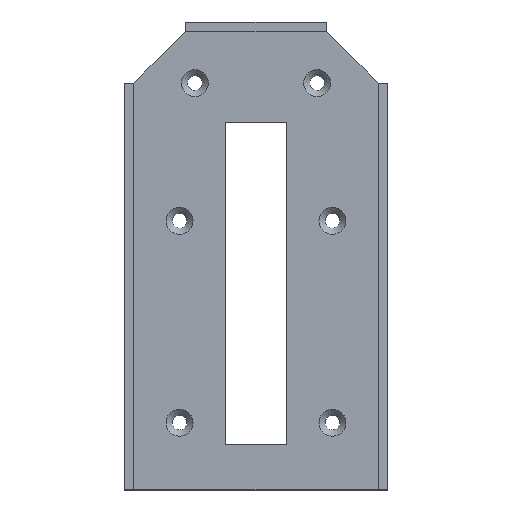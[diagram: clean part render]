
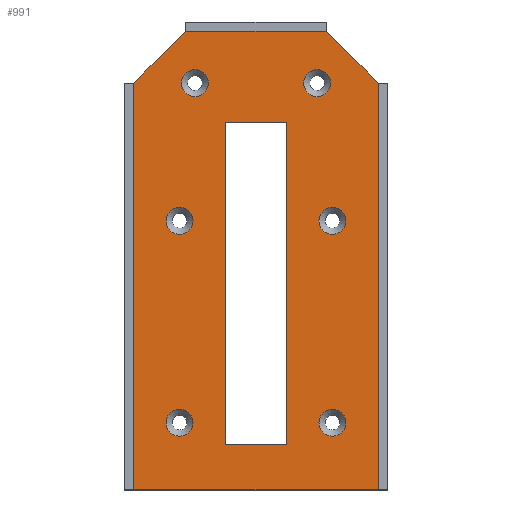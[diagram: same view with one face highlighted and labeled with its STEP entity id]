
A CAD part, top view. The second image highlights one B-rep face of the part: STEP entity #991.
In plain terms, the highlighted planar face has unit normal (0, 0, 1).
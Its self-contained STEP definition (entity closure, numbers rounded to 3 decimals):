
#97 = VERTEX_POINT('',#98);
#98 = CARTESIAN_POINT('',(-40.,133.,4.));
#118 = EDGE_CURVE('',#119,#97,#121,.T.);
#119 = VERTEX_POINT('',#120);
#120 = CARTESIAN_POINT('',(-23.,150.,4.));
#121 = LINE('',#122,#123);
#122 = CARTESIAN_POINT('',(-41.,132.,4.));
#123 = VECTOR('',#124,1.);
#124 = DIRECTION('',(-0.707,-0.707,-0.));
#212 = EDGE_CURVE('',#213,#97,#215,.T.);
#213 = VERTEX_POINT('',#214);
#214 = CARTESIAN_POINT('',(-40.,0.,4.));
#215 = LINE('',#216,#217);
#216 = CARTESIAN_POINT('',(-40.,0.,4.));
#217 = VECTOR('',#218,1.);
#218 = DIRECTION('',(0.,1.,0.));
#436 = VERTEX_POINT('',#437);
#437 = CARTESIAN_POINT('',(40.,133.,4.));
#457 = EDGE_CURVE('',#458,#436,#460,.T.);
#458 = VERTEX_POINT('',#459);
#459 = CARTESIAN_POINT('',(23.,150.,4.));
#460 = LINE('',#461,#462);
#461 = CARTESIAN_POINT('',(41.,132.,4.));
#462 = VECTOR('',#463,1.);
#463 = DIRECTION('',(0.707,-0.707,0.));
#537 = EDGE_CURVE('',#538,#436,#540,.T.);
#538 = VERTEX_POINT('',#539);
#539 = CARTESIAN_POINT('',(40.,0.,4.));
#540 = LINE('',#541,#542);
#541 = CARTESIAN_POINT('',(40.,0.,4.));
#542 = VECTOR('',#543,1.);
#543 = DIRECTION('',(0.,1.,0.));
#562 = VERTEX_POINT('',#563);
#563 = CARTESIAN_POINT('',(10.,15.,4.));
#571 = VERTEX_POINT('',#572);
#572 = CARTESIAN_POINT('',(10.,120.,4.));
#578 = EDGE_CURVE('',#562,#571,#579,.T.);
#579 = LINE('',#580,#581);
#580 = CARTESIAN_POINT('',(10.,15.,4.));
#581 = VECTOR('',#582,1.);
#582 = DIRECTION('',(0.,1.,0.));
#593 = VERTEX_POINT('',#594);
#594 = CARTESIAN_POINT('',(-10.,15.,4.));
#602 = VERTEX_POINT('',#603);
#603 = CARTESIAN_POINT('',(-10.,120.,4.));
#609 = EDGE_CURVE('',#593,#602,#610,.T.);
#610 = LINE('',#611,#612);
#611 = CARTESIAN_POINT('',(-10.,15.,4.));
#612 = VECTOR('',#613,1.);
#613 = DIRECTION('',(0.,1.,0.));
#649 = VERTEX_POINT('',#650);
#650 = CARTESIAN_POINT('',(29.405,88.,4.));
#656 = EDGE_CURVE('',#649,#649,#657,.T.);
#657 = CIRCLE('',#658,4.405);
#658 = AXIS2_PLACEMENT_3D('',#659,#660,#661);
#659 = CARTESIAN_POINT('',(25.,88.,4.));
#660 = DIRECTION('',(0.,0.,1.));
#661 = DIRECTION('',(1.,0.,0.));
#699 = VERTEX_POINT('',#700);
#700 = CARTESIAN_POINT('',(29.405,22.,4.));
#706 = EDGE_CURVE('',#699,#699,#707,.T.);
#707 = CIRCLE('',#708,4.405);
#708 = AXIS2_PLACEMENT_3D('',#709,#710,#711);
#709 = CARTESIAN_POINT('',(25.,22.,4.));
#710 = DIRECTION('',(0.,0.,1.));
#711 = DIRECTION('',(1.,0.,0.));
#749 = VERTEX_POINT('',#750);
#750 = CARTESIAN_POINT('',(24.405,133.,4.));
#756 = EDGE_CURVE('',#749,#749,#757,.T.);
#757 = CIRCLE('',#758,4.405);
#758 = AXIS2_PLACEMENT_3D('',#759,#760,#761);
#759 = CARTESIAN_POINT('',(20.,133.,4.));
#760 = DIRECTION('',(0.,0.,1.));
#761 = DIRECTION('',(1.,0.,0.));
#799 = VERTEX_POINT('',#800);
#800 = CARTESIAN_POINT('',(-24.405,133.,4.));
#806 = EDGE_CURVE('',#799,#799,#807,.T.);
#807 = CIRCLE('',#808,4.405);
#808 = AXIS2_PLACEMENT_3D('',#809,#810,#811);
#809 = CARTESIAN_POINT('',(-20.,133.,4.));
#810 = DIRECTION('',(0.,0.,-1.));
#811 = DIRECTION('',(-1.,-0.,-0.));
#849 = VERTEX_POINT('',#850);
#850 = CARTESIAN_POINT('',(-29.405,88.,4.));
#856 = EDGE_CURVE('',#849,#849,#857,.T.);
#857 = CIRCLE('',#858,4.405);
#858 = AXIS2_PLACEMENT_3D('',#859,#860,#861);
#859 = CARTESIAN_POINT('',(-25.,88.,4.));
#860 = DIRECTION('',(0.,0.,-1.));
#861 = DIRECTION('',(-1.,-0.,-0.));
#899 = VERTEX_POINT('',#900);
#900 = CARTESIAN_POINT('',(-29.405,22.,4.));
#906 = EDGE_CURVE('',#899,#899,#907,.T.);
#907 = CIRCLE('',#908,4.405);
#908 = AXIS2_PLACEMENT_3D('',#909,#910,#911);
#909 = CARTESIAN_POINT('',(-25.,22.,4.));
#910 = DIRECTION('',(0.,0.,-1.));
#911 = DIRECTION('',(-1.,-0.,-0.));
#926 = EDGE_CURVE('',#562,#593,#927,.T.);
#927 = LINE('',#928,#929);
#928 = CARTESIAN_POINT('',(0.,15.,4.));
#929 = VECTOR('',#930,1.);
#930 = DIRECTION('',(-1.,-0.,-0.));
#944 = EDGE_CURVE('',#213,#538,#945,.T.);
#945 = LINE('',#946,#947);
#946 = CARTESIAN_POINT('',(0.,0.,4.));
#947 = VECTOR('',#948,1.);
#948 = DIRECTION('',(1.,0.,0.));
#962 = EDGE_CURVE('',#571,#602,#963,.T.);
#963 = LINE('',#964,#965);
#964 = CARTESIAN_POINT('',(10.,120.,4.));
#965 = VECTOR('',#966,1.);
#966 = DIRECTION('',(-1.,0.,0.));
#991 = ADVANCED_FACE('',(#992,#1005,#1011,#1014,#1017,#1020,#1023,#1026)
  ,#1029,.T.);
#992 = FACE_BOUND('',#993,.T.);
#993 = EDGE_LOOP('',(#994,#995,#1001,#1002,#1003,#1004));
#994 = ORIENTED_EDGE('',*,*,#457,.F.);
#995 = ORIENTED_EDGE('',*,*,#996,.T.);
#996 = EDGE_CURVE('',#458,#119,#997,.T.);
#997 = LINE('',#998,#999);
#998 = CARTESIAN_POINT('',(40.,150.,4.));
#999 = VECTOR('',#1000,1.);
#1000 = DIRECTION('',(-1.,0.,0.));
#1001 = ORIENTED_EDGE('',*,*,#118,.T.);
#1002 = ORIENTED_EDGE('',*,*,#212,.F.);
#1003 = ORIENTED_EDGE('',*,*,#944,.T.);
#1004 = ORIENTED_EDGE('',*,*,#537,.T.);
#1005 = FACE_BOUND('',#1006,.T.);
#1006 = EDGE_LOOP('',(#1007,#1008,#1009,#1010));
#1007 = ORIENTED_EDGE('',*,*,#962,.F.);
#1008 = ORIENTED_EDGE('',*,*,#578,.F.);
#1009 = ORIENTED_EDGE('',*,*,#926,.T.);
#1010 = ORIENTED_EDGE('',*,*,#609,.T.);
#1011 = FACE_BOUND('',#1012,.T.);
#1012 = EDGE_LOOP('',(#1013));
#1013 = ORIENTED_EDGE('',*,*,#706,.F.);
#1014 = FACE_BOUND('',#1015,.T.);
#1015 = EDGE_LOOP('',(#1016));
#1016 = ORIENTED_EDGE('',*,*,#756,.F.);
#1017 = FACE_BOUND('',#1018,.T.);
#1018 = EDGE_LOOP('',(#1019));
#1019 = ORIENTED_EDGE('',*,*,#656,.F.);
#1020 = FACE_BOUND('',#1021,.T.);
#1021 = EDGE_LOOP('',(#1022));
#1022 = ORIENTED_EDGE('',*,*,#906,.T.);
#1023 = FACE_BOUND('',#1024,.T.);
#1024 = EDGE_LOOP('',(#1025));
#1025 = ORIENTED_EDGE('',*,*,#806,.T.);
#1026 = FACE_BOUND('',#1027,.T.);
#1027 = EDGE_LOOP('',(#1028));
#1028 = ORIENTED_EDGE('',*,*,#856,.T.);
#1029 = PLANE('',#1030);
#1030 = AXIS2_PLACEMENT_3D('',#1031,#1032,#1033);
#1031 = CARTESIAN_POINT('',(0.,71.334,4.));
#1032 = DIRECTION('',(0.,0.,1.));
#1033 = DIRECTION('',(1.,0.,-0.));
